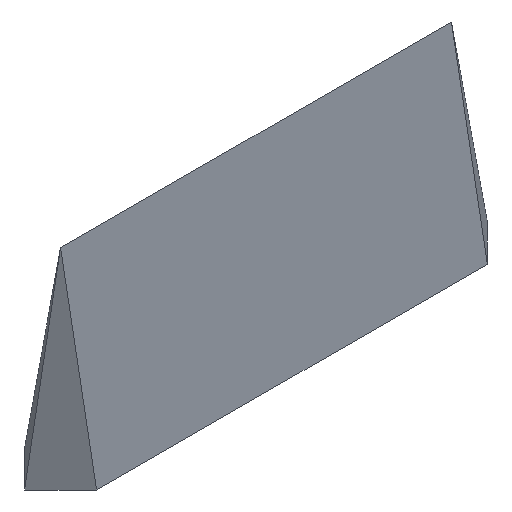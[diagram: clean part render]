
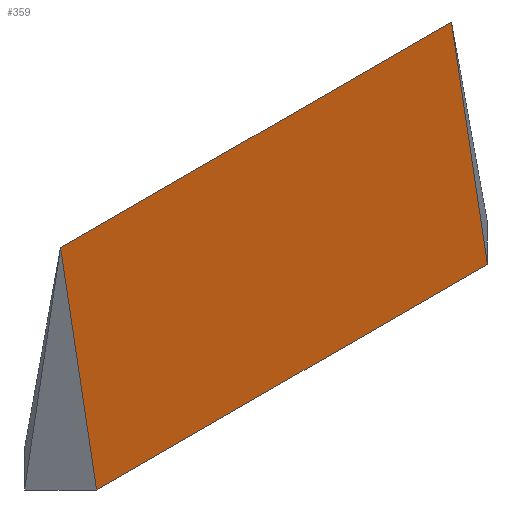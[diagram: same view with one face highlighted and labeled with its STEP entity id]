
A CAD part, isometric view. The second image highlights one B-rep face of the part: STEP entity #359.
In plain terms, the highlighted planar face has unit normal (0, -0.983, 0.184).
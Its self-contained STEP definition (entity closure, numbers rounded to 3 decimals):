
#25=PLANE('',#422);
#50=FACE_OUTER_BOUND('',#69,.T.);
#69=EDGE_LOOP('',(#311,#312,#313,#314));
#91=LINE('',#622,#116);
#97=LINE('',#634,#122);
#100=LINE('',#640,#125);
#101=LINE('',#641,#126);
#116=VECTOR('',#514,10.);
#122=VECTOR('',#524,10.);
#125=VECTOR('',#531,10.);
#126=VECTOR('',#532,10.);
#182=VERTEX_POINT('',#618);
#184=VERTEX_POINT('',#621);
#187=VERTEX_POINT('',#630);
#188=VERTEX_POINT('',#632);
#227=EDGE_CURVE('',#182,#184,#91,.T.);
#233=EDGE_CURVE('',#188,#187,#97,.T.);
#236=EDGE_CURVE('',#184,#188,#100,.T.);
#237=EDGE_CURVE('',#187,#182,#101,.T.);
#311=ORIENTED_EDGE('',*,*,#236,.F.);
#312=ORIENTED_EDGE('',*,*,#227,.F.);
#313=ORIENTED_EDGE('',*,*,#237,.F.);
#314=ORIENTED_EDGE('',*,*,#233,.F.);
#359=ADVANCED_FACE('',(#50),#25,.T.);
#422=AXIS2_PLACEMENT_3D('',#639,#529,#530);
#514=DIRECTION('',(0.,-0.184,-0.983));
#524=DIRECTION('',(0.,0.184,0.983));
#529=DIRECTION('center_axis',(0.,-0.983,0.184));
#530=DIRECTION('ref_axis',(0.,-0.184,-0.983));
#531=DIRECTION('',(-1.,0.,0.));
#532=DIRECTION('',(1.,0.,0.));
#618=CARTESIAN_POINT('',(81.51,0.,80.));
#621=CARTESIAN_POINT('',(81.51,-15.,0.));
#622=CARTESIAN_POINT('',(81.51,0.,80.));
#630=CARTESIAN_POINT('',(-81.51,0.,80.));
#632=CARTESIAN_POINT('',(-81.51,-15.,0.));
#634=CARTESIAN_POINT('',(-81.51,0.,80.));
#639=CARTESIAN_POINT('Origin',(0.,0.,80.));
#640=CARTESIAN_POINT('',(0.,-15.,0.));
#641=CARTESIAN_POINT('',(0.,0.,80.));
